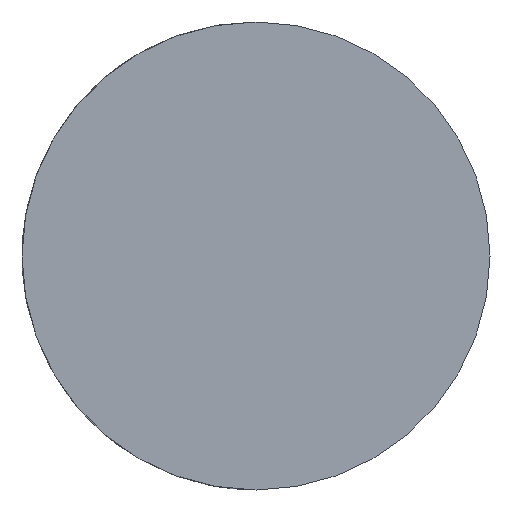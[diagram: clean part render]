
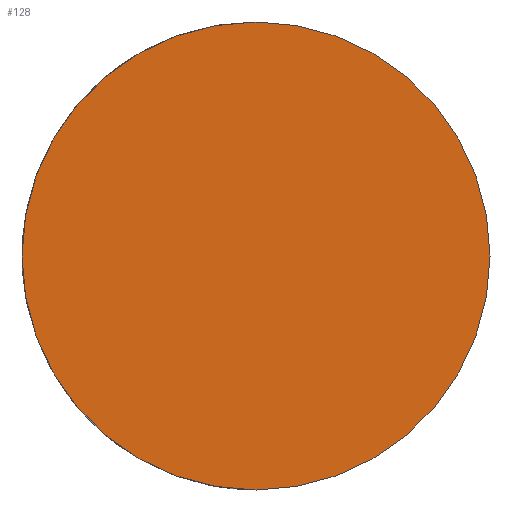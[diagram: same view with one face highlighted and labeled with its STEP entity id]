
A CAD part, front view. The second image highlights one B-rep face of the part: STEP entity #128.
In plain terms, the highlighted planar face has unit normal (0, -1, 0).
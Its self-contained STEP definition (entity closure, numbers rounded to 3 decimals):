
#54=AXIS2_PLACEMENT_3D('Circle Axis2P3D',#52,#53,$) ;
#109=AXIS2_PLACEMENT_3D('Circle Axis2P3D',#107,#108,$) ;
#122=AXIS2_PLACEMENT_3D('Plane Axis2P3D',#119,#120,#121) ;
#49=CARTESIAN_POINT('Vertex',(0.,0.,4.5)) ;
#52=CARTESIAN_POINT('Axis2P3D Location',(0.,0.,0.)) ;
#56=CARTESIAN_POINT('Vertex',(0.,0.,-4.5)) ;
#107=CARTESIAN_POINT('Axis2P3D Location',(0.,0.,0.)) ;
#119=CARTESIAN_POINT('Axis2P3D Location',(0.,0.,0.)) ;
#53=DIRECTION('Axis2P3D Direction',(0.,-1.,-0.)) ;
#108=DIRECTION('Axis2P3D Direction',(0.,-1.,-0.)) ;
#120=DIRECTION('Axis2P3D Direction',(0.,-1.,0.)) ;
#121=DIRECTION('Axis2P3D XDirection',(0.,0.,-1.)) ;
#125=ORIENTED_EDGE('',*,*,#58,.T.) ;
#126=ORIENTED_EDGE('',*,*,#111,.T.) ;
#128=ADVANCED_FACE('Revolve1',(#127),#123,.T.) ;
#55=CIRCLE('generated circle',#54,4.5) ;
#110=CIRCLE('generated circle',#109,4.5) ;
#58=EDGE_CURVE('',#57,#50,#55,.T.) ;
#111=EDGE_CURVE('',#50,#57,#110,.T.) ;
#124=EDGE_LOOP('',(#125,#126)) ;
#127=FACE_OUTER_BOUND('',#124,.T.) ;
#123=PLANE('',#122) ;
#50=VERTEX_POINT('',#49) ;
#57=VERTEX_POINT('',#56) ;
